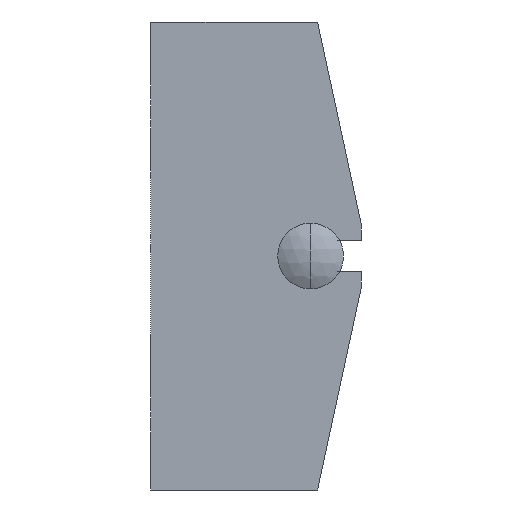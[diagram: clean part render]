
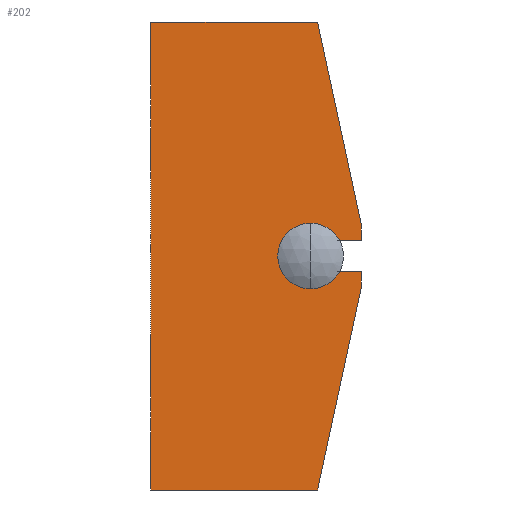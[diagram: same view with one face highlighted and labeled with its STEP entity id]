
A CAD part, left-side view. The second image highlights one B-rep face of the part: STEP entity #202.
In plain terms, the highlighted planar face has unit normal (-1, 0, 0).
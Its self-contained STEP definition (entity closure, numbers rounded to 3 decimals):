
#202=ADVANCED_FACE('',(#468),#469,.F.);
#468=FACE_OUTER_BOUND('',#754,.T.);
#469=PLANE('',#755);
#754=EDGE_LOOP('',(#1703,#1704,#1705,#1706,#1707,#1708,#1709,#1710,#1711,#1712));
#755=AXIS2_PLACEMENT_3D('',#1713,#1714,#1715);
#1703=ORIENTED_EDGE('',*,*,#2102,.T.);
#1704=ORIENTED_EDGE('',*,*,#2100,.F.);
#1705=ORIENTED_EDGE('',*,*,#2048,.F.);
#1706=ORIENTED_EDGE('',*,*,#2056,.F.);
#1707=ORIENTED_EDGE('',*,*,#2034,.F.);
#1708=ORIENTED_EDGE('',*,*,#2038,.F.);
#1709=ORIENTED_EDGE('',*,*,#2041,.F.);
#1710=ORIENTED_EDGE('',*,*,#2051,.F.);
#1711=ORIENTED_EDGE('',*,*,#2044,.F.);
#1712=ORIENTED_EDGE('',*,*,#2098,.F.);
#1713=CARTESIAN_POINT('',(-15.0,47.0,0.0));
#1714=DIRECTION('',(1.0,0.0,0.0));
#1715=DIRECTION('',(0.0,0.0,-1.0));
#2034=EDGE_CURVE('',#2497,#2499,#2500,.T.);
#2038=EDGE_CURVE('',#2504,#2497,#2506,.T.);
#2041=EDGE_CURVE('',#2509,#2504,#2511,.T.);
#2044=EDGE_CURVE('',#2515,#2517,#2518,.T.);
#2048=EDGE_CURVE('',#2523,#2525,#2526,.T.);
#2051=EDGE_CURVE('',#2517,#2509,#2529,.T.);
#2056=EDGE_CURVE('',#2499,#2523,#2536,.T.);
#2098=EDGE_CURVE('',#2604,#2515,#2606,.T.);
#2100=EDGE_CURVE('',#2525,#2609,#2610,.T.);
#2102=EDGE_CURVE('',#2604,#2609,#2612,.T.);
#2497=VERTEX_POINT('',#3138);
#2499=VERTEX_POINT('',#3141);
#2500=LINE('',#3142,#3143);
#2504=VERTEX_POINT('',#3148);
#2506=CIRCLE('',#3151,2.0);
#2509=VERTEX_POINT('',#3155);
#2511=LINE('',#3158,#3159);
#2515=VERTEX_POINT('',#3164);
#2517=VERTEX_POINT('',#3167);
#2518=LINE('',#3168,#3169);
#2523=VERTEX_POINT('',#3176);
#2525=VERTEX_POINT('',#3179);
#2526=LINE('',#3180,#3181);
#2529=LINE('',#3186,#3187);
#2536=LINE('',#3198,#3199);
#2604=VERTEX_POINT('',#3305);
#2606=LINE('',#3308,#3309);
#2609=VERTEX_POINT('',#3313);
#2610=LINE('',#3314,#3315);
#2612=LINE('',#3318,#3319);
#3138=CARTESIAN_POINT('',(-15.0,28.5,-2.0));
#3141=CARTESIAN_POINT('',(-15.0,22.0,-2.0));
#3142=CARTESIAN_POINT('',(-15.0,29.375,-2.0));
#3143=VECTOR('',#3794,1.0);
#3148=CARTESIAN_POINT('',(-15.0,28.5,2.0));
#3151=AXIS2_PLACEMENT_3D('',#3800,#3801,#3802);
#3155=CARTESIAN_POINT('',(-15.0,22.0,2.0));
#3158=CARTESIAN_POINT('',(-15.0,29.375,2.0));
#3159=VECTOR('',#3805,1.0);
#3164=CARTESIAN_POINT('',(-15.0,27.6,30.0));
#3167=CARTESIAN_POINT('',(-15.0,22.0,4.0));
#3168=CARTESIAN_POINT('',(-15.0,26.331,24.107));
#3169=VECTOR('',#3808,1.0);
#3176=CARTESIAN_POINT('',(-15.0,22.0,-4.0));
#3179=CARTESIAN_POINT('',(-15.0,27.6,-30.0));
#3180=CARTESIAN_POINT('',(-15.0,20.156,4.563));
#3181=VECTOR('',#3812,1.0);
#3186=CARTESIAN_POINT('',(-15.0,22.0,30.0));
#3187=VECTOR('',#3815,1.0);
#3198=CARTESIAN_POINT('',(-15.0,22.0,30.0));
#3199=VECTOR('',#3820,1.0);
#3305=CARTESIAN_POINT('',(-15.0,49.0,30.0));
#3308=CARTESIAN_POINT('',(-15.0,47.0,30.0));
#3309=VECTOR('',#3866,1.0);
#3313=CARTESIAN_POINT('',(-15.0,49.0,-30.0));
#3314=CARTESIAN_POINT('',(-15.0,47.0,-30.0));
#3315=VECTOR('',#3868,1.0);
#3318=CARTESIAN_POINT('',(-15.0,49.0,0.0));
#3319=VECTOR('',#3870,1.0);
#3794=DIRECTION('',(0.0,-1.0,-0.0));
#3800=CARTESIAN_POINT('',(-15.0,28.5,0.));
#3801=DIRECTION('',(-1.0,0.0,0.));
#3802=DIRECTION('',(0.,0.0,1.0));
#3805=DIRECTION('',(0.0,1.0,0.0));
#3808=DIRECTION('',(0.,-0.211,-0.978));
#3812=DIRECTION('',(0.,0.211,-0.978));
#3815=DIRECTION('',(0.,0.0,-1.0));
#3820=DIRECTION('',(0.,0.0,-1.0));
#3866=DIRECTION('',(0.0,-1.0,0.0));
#3868=DIRECTION('',(0.0,1.0,0.0));
#3870=DIRECTION('',(0.0,0.0,-1.0));
